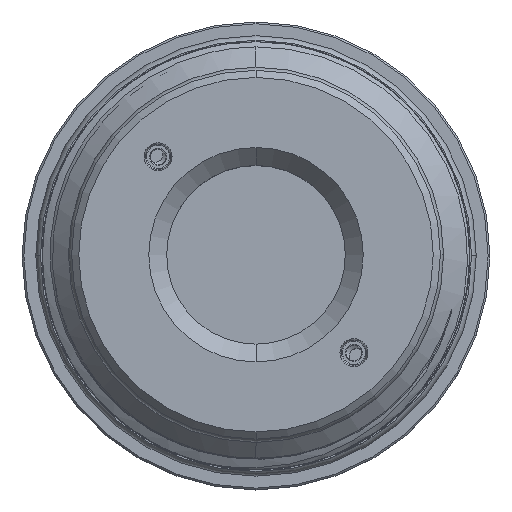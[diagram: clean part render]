
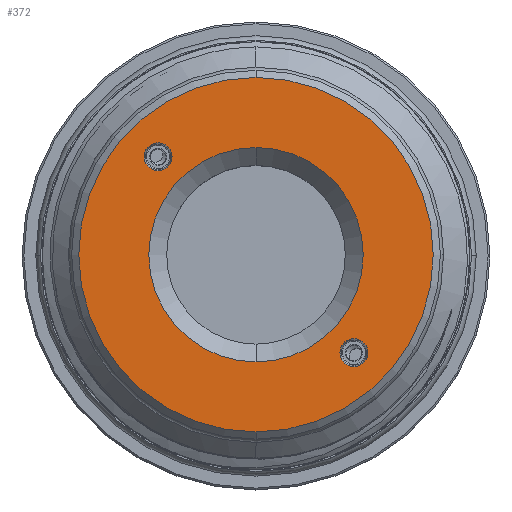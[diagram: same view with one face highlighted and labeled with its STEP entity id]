
A CAD part, top view. The second image highlights one B-rep face of the part: STEP entity #372.
In plain terms, the highlighted planar face has unit normal (0, 0, 1).
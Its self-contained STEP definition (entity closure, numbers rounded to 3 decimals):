
#7 = ORIENTED_EDGE ( 'NONE', *, *, #11038, .T. ) ;
#275 = CARTESIAN_POINT ( 'NONE',  ( 0., 0., 85.95 ) ) ;
#372 = ADVANCED_FACE ( 'NONE', ( #3705, #11323, #5533, #8890 ), #4137, .T. ) ;
#500 = CARTESIAN_POINT ( 'NONE',  ( 0., 20.64, 85.95 ) ) ;
#668 = ORIENTED_EDGE ( 'NONE', *, *, #9286, .T. ) ;
#1003 = EDGE_CURVE ( 'NONE', #2211, #12292, #4798, .T. ) ;
#1166 = EDGE_CURVE ( 'NONE', #9882, #4434, #12393, .T. ) ;
#1476 = ORIENTED_EDGE ( 'NONE', *, *, #11720, .T. ) ;
#1572 = EDGE_LOOP ( 'NONE', ( #10078, #3895 ) ) ;
#1640 = AXIS2_PLACEMENT_3D ( 'NONE', #13247, #14516, #6105 ) ;
#1677 = EDGE_CURVE ( 'NONE', #6171, #13430, #6635, .T. ) ;
#2108 = CIRCLE ( 'NONE', #14357, 1.561 ) ;
#2211 = VERTEX_POINT ( 'NONE', #13395 ) ;
#2501 = ORIENTED_EDGE ( 'NONE', *, *, #1003, .T. ) ;
#2510 = AXIS2_PLACEMENT_3D ( 'NONE', #275, #7383, #4958 ) ;
#3211 = AXIS2_PLACEMENT_3D ( 'NONE', #11980, #9787, #7330 ) ;
#3354 = DIRECTION ( 'NONE',  ( 0., 0., -1. ) ) ;
#3705 = FACE_BOUND ( 'NONE', #9803, .T. ) ;
#3895 = ORIENTED_EDGE ( 'NONE', *, *, #1166, .T. ) ;
#3919 = CIRCLE ( 'NONE', #2510, 12. ) ;
#4137 = PLANE ( 'NONE',  #10160 ) ;
#4345 = DIRECTION ( 'NONE',  ( 0., 1., 0. ) ) ;
#4374 = CARTESIAN_POINT ( 'NONE',  ( 0., -19.84, 85.95 ) ) ;
#4428 = EDGE_LOOP ( 'NONE', ( #1476, #8519 ) ) ;
#4434 = VERTEX_POINT ( 'NONE', #7135 ) ;
#4798 = CIRCLE ( 'NONE', #5872, 1.561 ) ;
#4875 = DIRECTION ( 'NONE',  ( 0., 0., -1. ) ) ;
#4958 = DIRECTION ( 'NONE',  ( 0., 1., 0. ) ) ;
#5507 = DIRECTION ( 'NONE',  ( 0., 0., -1. ) ) ;
#5533 = FACE_OUTER_BOUND ( 'NONE', #4428, .T. ) ;
#5619 = ORIENTED_EDGE ( 'NONE', *, *, #15169, .T. ) ;
#5700 = AXIS2_PLACEMENT_3D ( 'NONE', #8462, #4875, #14463 ) ;
#5855 = DIRECTION ( 'NONE',  ( 0., 1., 0. ) ) ;
#5872 = AXIS2_PLACEMENT_3D ( 'NONE', #6704, #3354, #15112 ) ;
#6105 = DIRECTION ( 'NONE',  ( 0., 1., 0. ) ) ;
#6171 = VERTEX_POINT ( 'NONE', #13143 ) ;
#6488 = VERTEX_POINT ( 'NONE', #15181 ) ;
#6581 = CARTESIAN_POINT ( 'NONE',  ( -10.96, 12.521, 85.95 ) ) ;
#6635 = CIRCLE ( 'NONE', #3211, 19.84 ) ;
#6704 = CARTESIAN_POINT ( 'NONE',  ( 10.96, -10.96, 85.95 ) ) ;
#7075 = CARTESIAN_POINT ( 'NONE',  ( 10.96, -9.399, 85.95 ) ) ;
#7135 = CARTESIAN_POINT ( 'NONE',  ( 0., 12., 85.95 ) ) ;
#7330 = DIRECTION ( 'NONE',  ( 0., 1., 0. ) ) ;
#7383 = DIRECTION ( 'NONE',  ( 0., 0., -1. ) ) ;
#8246 = CARTESIAN_POINT ( 'NONE',  ( -10.96, 10.96, 85.95 ) ) ;
#8382 = AXIS2_PLACEMENT_3D ( 'NONE', #12985, #9399, #5855 ) ;
#8434 = CIRCLE ( 'NONE', #11459, 1.561 ) ;
#8462 = CARTESIAN_POINT ( 'NONE',  ( -10.96, 10.96, 85.95 ) ) ;
#8519 = ORIENTED_EDGE ( 'NONE', *, *, #1677, .T. ) ;
#8591 = DIRECTION ( 'NONE',  ( 0., 0., -1. ) ) ;
#8773 = DIRECTION ( 'NONE',  ( 0., 0., 1. ) ) ;
#8786 = EDGE_CURVE ( 'NONE', #4434, #9882, #3919, .T. ) ;
#8890 = FACE_BOUND ( 'NONE', #14956, .T. ) ;
#9149 = DIRECTION ( 'NONE',  ( 0., 1., 0. ) ) ;
#9286 = EDGE_CURVE ( 'NONE', #6488, #11966, #2108, .T. ) ;
#9340 = CIRCLE ( 'NONE', #8382, 19.84 ) ;
#9399 = DIRECTION ( 'NONE',  ( 0., 0., 1. ) ) ;
#9787 = DIRECTION ( 'NONE',  ( 0., 0., 1. ) ) ;
#9803 = EDGE_LOOP ( 'NONE', ( #5619, #668 ) ) ;
#9838 = CIRCLE ( 'NONE', #5700, 1.561 ) ;
#9882 = VERTEX_POINT ( 'NONE', #11830 ) ;
#10078 = ORIENTED_EDGE ( 'NONE', *, *, #8786, .T. ) ;
#10160 = AXIS2_PLACEMENT_3D ( 'NONE', #500, #8773, #4345 ) ;
#11038 = EDGE_CURVE ( 'NONE', #12292, #2211, #8434, .T. ) ;
#11323 = FACE_BOUND ( 'NONE', #1572, .T. ) ;
#11459 = AXIS2_PLACEMENT_3D ( 'NONE', #14847, #5507, #9149 ) ;
#11720 = EDGE_CURVE ( 'NONE', #13430, #6171, #9340, .T. ) ;
#11830 = CARTESIAN_POINT ( 'NONE',  ( 0., -12., 85.95 ) ) ;
#11869 = DIRECTION ( 'NONE',  ( 0., -1., 0. ) ) ;
#11966 = VERTEX_POINT ( 'NONE', #6581 ) ;
#11980 = CARTESIAN_POINT ( 'NONE',  ( 0., 0., 85.95 ) ) ;
#12292 = VERTEX_POINT ( 'NONE', #7075 ) ;
#12393 = CIRCLE ( 'NONE', #1640, 12. ) ;
#12985 = CARTESIAN_POINT ( 'NONE',  ( 0., 0., 85.95 ) ) ;
#13143 = CARTESIAN_POINT ( 'NONE',  ( 0., 19.84, 85.95 ) ) ;
#13247 = CARTESIAN_POINT ( 'NONE',  ( 0., 0., 85.95 ) ) ;
#13395 = CARTESIAN_POINT ( 'NONE',  ( 10.96, -12.521, 85.95 ) ) ;
#13430 = VERTEX_POINT ( 'NONE', #4374 ) ;
#14357 = AXIS2_PLACEMENT_3D ( 'NONE', #8246, #8591, #11869 ) ;
#14463 = DIRECTION ( 'NONE',  ( 0., -1., 0. ) ) ;
#14516 = DIRECTION ( 'NONE',  ( 0., 0., -1. ) ) ;
#14847 = CARTESIAN_POINT ( 'NONE',  ( 10.96, -10.96, 85.95 ) ) ;
#14956 = EDGE_LOOP ( 'NONE', ( #2501, #7 ) ) ;
#15112 = DIRECTION ( 'NONE',  ( 0., 1., 0. ) ) ;
#15169 = EDGE_CURVE ( 'NONE', #11966, #6488, #9838, .T. ) ;
#15181 = CARTESIAN_POINT ( 'NONE',  ( -10.96, 9.399, 85.95 ) ) ;
